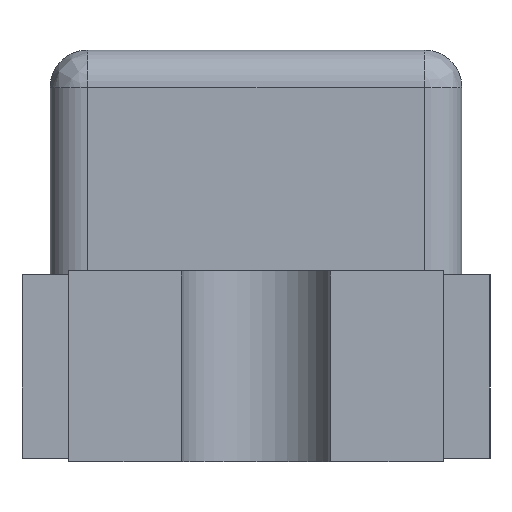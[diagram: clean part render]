
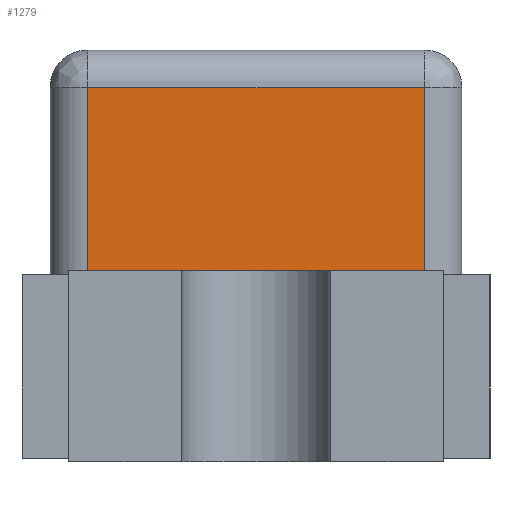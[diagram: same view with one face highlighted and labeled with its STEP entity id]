
A CAD part, left-side view. The second image highlights one B-rep face of the part: STEP entity #1279.
In plain terms, the highlighted planar face has unit normal (-1, 0, 0).
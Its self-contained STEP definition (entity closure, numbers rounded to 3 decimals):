
#804 = VERTEX_POINT('',#805);
#805 = CARTESIAN_POINT('',(-0.65,-0.45,1.));
#812 = EDGE_CURVE('',#804,#813,#815,.T.);
#813 = VERTEX_POINT('',#814);
#814 = CARTESIAN_POINT('',(-0.65,-0.45,0.51));
#815 = LINE('',#816,#817);
#816 = CARTESIAN_POINT('',(-0.65,-0.45,1.1));
#817 = VECTOR('',#818,1.);
#818 = DIRECTION('',(0.,0.,-1.));
#837 = VERTEX_POINT('',#838);
#838 = CARTESIAN_POINT('',(-0.65,0.45,0.51));
#871 = EDGE_CURVE('',#813,#837,#872,.T.);
#872 = LINE('',#873,#874);
#873 = CARTESIAN_POINT('',(-0.65,-0.5,0.51));
#874 = VECTOR('',#875,1.);
#875 = DIRECTION('',(0.,1.,0.));
#947 = EDGE_CURVE('',#837,#948,#950,.T.);
#948 = VERTEX_POINT('',#949);
#949 = CARTESIAN_POINT('',(-0.65,0.45,1.));
#950 = LINE('',#951,#952);
#951 = CARTESIAN_POINT('',(-0.65,0.45,1.1));
#952 = VECTOR('',#953,1.);
#953 = DIRECTION('',(0.,0.,1.));
#1279 = ADVANCED_FACE('',(#1280),#1291,.F.);
#1280 = FACE_BOUND('',#1281,.T.);
#1281 = EDGE_LOOP('',(#1282,#1283,#1284,#1285));
#1282 = ORIENTED_EDGE('',*,*,#947,.F.);
#1283 = ORIENTED_EDGE('',*,*,#871,.F.);
#1284 = ORIENTED_EDGE('',*,*,#812,.F.);
#1285 = ORIENTED_EDGE('',*,*,#1286,.F.);
#1286 = EDGE_CURVE('',#948,#804,#1287,.T.);
#1287 = LINE('',#1288,#1289);
#1288 = CARTESIAN_POINT('',(-0.65,0.55,1.));
#1289 = VECTOR('',#1290,1.);
#1290 = DIRECTION('',(0.,-1.,0.));
#1291 = PLANE('',#1292);
#1292 = AXIS2_PLACEMENT_3D('',#1293,#1294,#1295);
#1293 = CARTESIAN_POINT('',(-0.65,0.55,1.1));
#1294 = DIRECTION('',(1.,0.,0.));
#1295 = DIRECTION('',(0.,1.,0.));
